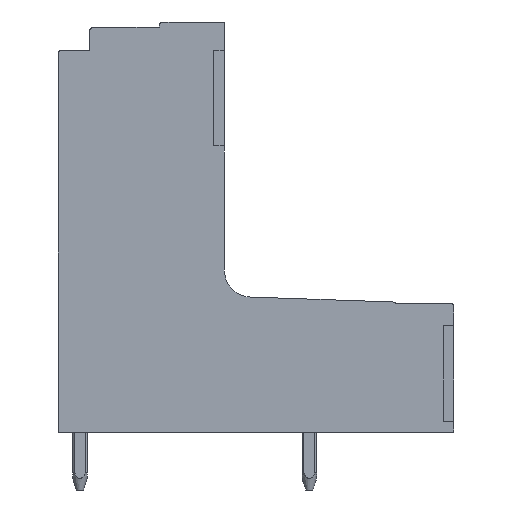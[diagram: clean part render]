
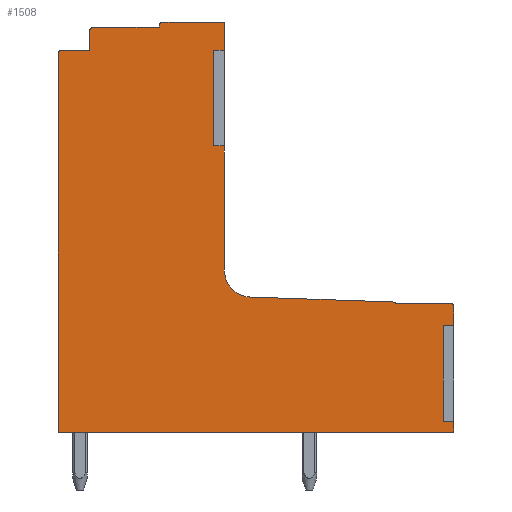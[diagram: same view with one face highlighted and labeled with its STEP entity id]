
A CAD part, left-side view. The second image highlights one B-rep face of the part: STEP entity #1508.
In plain terms, the highlighted planar face has unit normal (-1, 0, 0).
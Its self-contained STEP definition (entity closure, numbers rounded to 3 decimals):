
#1350=AXIS2_PLACEMENT_3D('Circle Axis2P3D',#1348,#1349,$) ;
#1363=AXIS2_PLACEMENT_3D('Plane Axis2P3D',#1360,#1361,#1362) ;
#1374=AXIS2_PLACEMENT_3D('Circle Axis2P3D',#1372,#1373,$) ;
#1388=AXIS2_PLACEMENT_3D('Circle Axis2P3D',#1386,#1387,$) ;
#1402=AXIS2_PLACEMENT_3D('Circle Axis2P3D',#1400,#1401,$) ;
#1414=AXIS2_PLACEMENT_3D('Circle Axis2P3D',#1412,#1413,$) ;
#1435=AXIS2_PLACEMENT_3D('Circle Axis2P3D',#1433,#1434,$) ;
#1456=AXIS2_PLACEMENT_3D('Circle Axis2P3D',#1454,#1455,$) ;
#36=CARTESIAN_POINT('Line Origine',(0.3,0.3,9.1)) ;
#40=CARTESIAN_POINT('Vertex',(0.3,0.,9.1)) ;
#42=CARTESIAN_POINT('Vertex',(0.3,0.6,9.1)) ;
#76=CARTESIAN_POINT('Line Origine',(0.3,0.6,6.45)) ;
#80=CARTESIAN_POINT('Vertex',(0.3,0.6,3.8)) ;
#135=CARTESIAN_POINT('Vertex',(0.3,0.,3.8)) ;
#155=CARTESIAN_POINT('Line Origine',(0.3,0.3,3.8)) ;
#172=CARTESIAN_POINT('Line Origine',(0.3,13.,24.34)) ;
#176=CARTESIAN_POINT('Vertex',(0.3,12.7,24.34)) ;
#178=CARTESIAN_POINT('Vertex',(0.3,13.3,24.34)) ;
#212=CARTESIAN_POINT('Line Origine',(0.3,13.3,21.69)) ;
#216=CARTESIAN_POINT('Vertex',(0.3,13.3,19.04)) ;
#266=CARTESIAN_POINT('Vertex',(0.3,12.7,19.04)) ;
#286=CARTESIAN_POINT('Line Origine',(0.3,13.,19.04)) ;
#977=CARTESIAN_POINT('Vertex',(0.3,12.7,25.8)) ;
#980=CARTESIAN_POINT('Line Origine',(0.3,12.7,25.07)) ;
#985=CARTESIAN_POINT('Line Origine',(0.3,12.7,15.61)) ;
#989=CARTESIAN_POINT('Vertex',(0.3,12.7,12.179)) ;
#1345=CARTESIAN_POINT('Vertex',(0.3,12.8,25.9)) ;
#1348=CARTESIAN_POINT('Axis2P3D Location',(0.3,12.8,25.8)) ;
#1360=CARTESIAN_POINT('Axis2P3D Location',(0.3,0.,0.)) ;
#1365=CARTESIAN_POINT('Line Origine',(0.3,0.,9.65)) ;
#1369=CARTESIAN_POINT('Vertex',(0.3,0.,10.2)) ;
#1372=CARTESIAN_POINT('Axis2P3D Location',(0.3,0.1,10.2)) ;
#1376=CARTESIAN_POINT('Vertex',(0.3,0.1,10.3)) ;
#1379=CARTESIAN_POINT('Line Origine',(0.3,1.65,10.3)) ;
#1383=CARTESIAN_POINT('Vertex',(0.3,3.2,10.3)) ;
#1386=CARTESIAN_POINT('Axis2P3D Location',(0.3,3.406,10.152)) ;
#1390=CARTESIAN_POINT('Vertex',(0.3,3.397,10.406)) ;
#1393=CARTESIAN_POINT('Line Origine',(0.3,7.325,10.543)) ;
#1397=CARTESIAN_POINT('Vertex',(0.3,11.252,10.68)) ;
#1400=CARTESIAN_POINT('Axis2P3D Location',(0.3,11.2,12.179)) ;
#1405=CARTESIAN_POINT('Line Origine',(0.3,14.45,25.9)) ;
#1409=CARTESIAN_POINT('Vertex',(0.3,16.1,25.9)) ;
#1412=CARTESIAN_POINT('Axis2P3D Location',(0.3,16.1,25.7)) ;
#1416=CARTESIAN_POINT('Vertex',(0.3,16.3,25.7)) ;
#1419=CARTESIAN_POINT('Line Origine',(0.3,16.3,25.65)) ;
#1423=CARTESIAN_POINT('Vertex',(0.3,16.3,25.6)) ;
#1426=CARTESIAN_POINT('Line Origine',(0.3,18.125,25.6)) ;
#1430=CARTESIAN_POINT('Vertex',(0.3,19.95,25.6)) ;
#1433=CARTESIAN_POINT('Axis2P3D Location',(0.3,19.95,25.4)) ;
#1437=CARTESIAN_POINT('Vertex',(0.3,20.15,25.4)) ;
#1440=CARTESIAN_POINT('Line Origine',(0.3,20.15,24.87)) ;
#1444=CARTESIAN_POINT('Vertex',(0.3,20.15,24.34)) ;
#1447=CARTESIAN_POINT('Line Origine',(0.3,20.925,24.34)) ;
#1451=CARTESIAN_POINT('Vertex',(0.3,21.7,24.34)) ;
#1454=CARTESIAN_POINT('Axis2P3D Location',(0.3,21.7,24.14)) ;
#1458=CARTESIAN_POINT('Vertex',(0.3,21.9,24.14)) ;
#1461=CARTESIAN_POINT('Line Origine',(0.3,21.9,13.67)) ;
#1465=CARTESIAN_POINT('Vertex',(0.3,21.9,3.2)) ;
#1468=CARTESIAN_POINT('Line Origine',(0.3,10.95,3.2)) ;
#1472=CARTESIAN_POINT('Vertex',(0.3,0.,3.2)) ;
#1475=CARTESIAN_POINT('Line Origine',(0.3,0.,3.5)) ;
#37=DIRECTION('Vector Direction',(0.,-1.,0.)) ;
#77=DIRECTION('Vector Direction',(0.,0.,1.)) ;
#156=DIRECTION('Vector Direction',(0.,1.,0.)) ;
#173=DIRECTION('Vector Direction',(0.,-1.,0.)) ;
#213=DIRECTION('Vector Direction',(0.,0.,1.)) ;
#287=DIRECTION('Vector Direction',(0.,1.,0.)) ;
#981=DIRECTION('Vector Direction',(0.,0.,-1.)) ;
#986=DIRECTION('Vector Direction',(0.,0.,-1.)) ;
#1349=DIRECTION('Axis2P3D Direction',(-1.,0.,0.)) ;
#1361=DIRECTION('Axis2P3D Direction',(-1.,0.,0.)) ;
#1362=DIRECTION('Axis2P3D XDirection',(0.,0.,1.)) ;
#1366=DIRECTION('Vector Direction',(0.,0.,-1.)) ;
#1373=DIRECTION('Axis2P3D Direction',(-1.,0.,0.)) ;
#1380=DIRECTION('Vector Direction',(0.,-1.,0.)) ;
#1387=DIRECTION('Axis2P3D Direction',(-1.,0.,0.)) ;
#1394=DIRECTION('Vector Direction',(0.,-0.999,-0.035)) ;
#1401=DIRECTION('Axis2P3D Direction',(-1.,0.,0.)) ;
#1406=DIRECTION('Vector Direction',(0.,-1.,0.)) ;
#1413=DIRECTION('Axis2P3D Direction',(-1.,0.,0.)) ;
#1420=DIRECTION('Vector Direction',(0.,0.,1.)) ;
#1427=DIRECTION('Vector Direction',(0.,-1.,0.)) ;
#1434=DIRECTION('Axis2P3D Direction',(-1.,0.,0.)) ;
#1441=DIRECTION('Vector Direction',(0.,0.,1.)) ;
#1448=DIRECTION('Vector Direction',(0.,-1.,0.)) ;
#1455=DIRECTION('Axis2P3D Direction',(-1.,0.,0.)) ;
#1462=DIRECTION('Vector Direction',(0.,0.,1.)) ;
#1469=DIRECTION('Vector Direction',(0.,1.,0.)) ;
#1476=DIRECTION('Vector Direction',(0.,0.,-1.)) ;
#38=VECTOR('Line Direction',#37,1.) ;
#78=VECTOR('Line Direction',#77,1.) ;
#157=VECTOR('Line Direction',#156,1.) ;
#174=VECTOR('Line Direction',#173,1.) ;
#214=VECTOR('Line Direction',#213,1.) ;
#288=VECTOR('Line Direction',#287,1.) ;
#982=VECTOR('Line Direction',#981,1.) ;
#987=VECTOR('Line Direction',#986,1.) ;
#1367=VECTOR('Line Direction',#1366,1.) ;
#1381=VECTOR('Line Direction',#1380,1.) ;
#1395=VECTOR('Line Direction',#1394,1.) ;
#1407=VECTOR('Line Direction',#1406,1.) ;
#1421=VECTOR('Line Direction',#1420,1.) ;
#1428=VECTOR('Line Direction',#1427,1.) ;
#1442=VECTOR('Line Direction',#1441,1.) ;
#1449=VECTOR('Line Direction',#1448,1.) ;
#1463=VECTOR('Line Direction',#1462,1.) ;
#1470=VECTOR('Line Direction',#1469,1.) ;
#1477=VECTOR('Line Direction',#1476,1.) ;
#1481=ORIENTED_EDGE('',*,*,#1371,.T.) ;
#1482=ORIENTED_EDGE('',*,*,#1378,.T.) ;
#1483=ORIENTED_EDGE('',*,*,#1385,.T.) ;
#1484=ORIENTED_EDGE('',*,*,#1392,.T.) ;
#1485=ORIENTED_EDGE('',*,*,#1399,.T.) ;
#1486=ORIENTED_EDGE('',*,*,#1404,.T.) ;
#1487=ORIENTED_EDGE('',*,*,#991,.T.) ;
#1488=ORIENTED_EDGE('',*,*,#290,.F.) ;
#1489=ORIENTED_EDGE('',*,*,#218,.F.) ;
#1490=ORIENTED_EDGE('',*,*,#180,.F.) ;
#1491=ORIENTED_EDGE('',*,*,#984,.T.) ;
#1492=ORIENTED_EDGE('',*,*,#1352,.T.) ;
#1493=ORIENTED_EDGE('',*,*,#1411,.T.) ;
#1494=ORIENTED_EDGE('',*,*,#1418,.T.) ;
#1495=ORIENTED_EDGE('',*,*,#1425,.T.) ;
#1496=ORIENTED_EDGE('',*,*,#1432,.T.) ;
#1497=ORIENTED_EDGE('',*,*,#1439,.T.) ;
#1498=ORIENTED_EDGE('',*,*,#1446,.T.) ;
#1499=ORIENTED_EDGE('',*,*,#1453,.T.) ;
#1500=ORIENTED_EDGE('',*,*,#1460,.T.) ;
#1501=ORIENTED_EDGE('',*,*,#1467,.T.) ;
#1502=ORIENTED_EDGE('',*,*,#1474,.T.) ;
#1503=ORIENTED_EDGE('',*,*,#1479,.T.) ;
#1504=ORIENTED_EDGE('',*,*,#159,.F.) ;
#1505=ORIENTED_EDGE('',*,*,#82,.F.) ;
#1506=ORIENTED_EDGE('',*,*,#44,.F.) ;
#1508=ADVANCED_FACE('HOUSING',(#1507),#1364,.T.) ;
#1351=CIRCLE('generated circle',#1350,0.1) ;
#1375=CIRCLE('generated circle',#1374,0.1) ;
#1389=CIRCLE('generated circle',#1388,0.253) ;
#1403=CIRCLE('generated circle',#1402,1.5) ;
#1415=CIRCLE('generated circle',#1414,0.2) ;
#1436=CIRCLE('generated circle',#1435,0.2) ;
#1457=CIRCLE('generated circle',#1456,0.2) ;
#44=EDGE_CURVE('',#41,#43,#39,.F.) ;
#82=EDGE_CURVE('',#43,#81,#79,.F.) ;
#159=EDGE_CURVE('',#81,#136,#158,.F.) ;
#180=EDGE_CURVE('',#177,#179,#175,.F.) ;
#218=EDGE_CURVE('',#179,#217,#215,.F.) ;
#290=EDGE_CURVE('',#217,#267,#289,.F.) ;
#984=EDGE_CURVE('',#177,#978,#983,.F.) ;
#991=EDGE_CURVE('',#990,#267,#988,.F.) ;
#1352=EDGE_CURVE('',#978,#1346,#1351,.T.) ;
#1371=EDGE_CURVE('',#41,#1370,#1368,.F.) ;
#1378=EDGE_CURVE('',#1370,#1377,#1375,.T.) ;
#1385=EDGE_CURVE('',#1377,#1384,#1382,.F.) ;
#1392=EDGE_CURVE('',#1384,#1391,#1389,.T.) ;
#1399=EDGE_CURVE('',#1391,#1398,#1396,.F.) ;
#1404=EDGE_CURVE('',#1398,#990,#1403,.F.) ;
#1411=EDGE_CURVE('',#1346,#1410,#1408,.F.) ;
#1418=EDGE_CURVE('',#1410,#1417,#1415,.T.) ;
#1425=EDGE_CURVE('',#1417,#1424,#1422,.F.) ;
#1432=EDGE_CURVE('',#1424,#1431,#1429,.F.) ;
#1439=EDGE_CURVE('',#1431,#1438,#1436,.T.) ;
#1446=EDGE_CURVE('',#1438,#1445,#1443,.F.) ;
#1453=EDGE_CURVE('',#1445,#1452,#1450,.F.) ;
#1460=EDGE_CURVE('',#1452,#1459,#1457,.T.) ;
#1467=EDGE_CURVE('',#1459,#1466,#1464,.F.) ;
#1474=EDGE_CURVE('',#1466,#1473,#1471,.F.) ;
#1479=EDGE_CURVE('',#1473,#136,#1478,.F.) ;
#1480=EDGE_LOOP('',(#1481,#1482,#1483,#1484,#1485,#1486,#1487,#1488,#1489,#1490,#1491,#1492,#1493,#1494,#1495,#1496,#1497,#1498,#1499,#1500,#1501,#1502,#1503,#1504,#1505,#1506)) ;
#1507=FACE_OUTER_BOUND('',#1480,.T.) ;
#39=LINE('Line',#36,#38) ;
#79=LINE('Line',#76,#78) ;
#158=LINE('Line',#155,#157) ;
#175=LINE('Line',#172,#174) ;
#215=LINE('Line',#212,#214) ;
#289=LINE('Line',#286,#288) ;
#983=LINE('Line',#980,#982) ;
#988=LINE('Line',#985,#987) ;
#1368=LINE('Line',#1365,#1367) ;
#1382=LINE('Line',#1379,#1381) ;
#1396=LINE('Line',#1393,#1395) ;
#1408=LINE('Line',#1405,#1407) ;
#1422=LINE('Line',#1419,#1421) ;
#1429=LINE('Line',#1426,#1428) ;
#1443=LINE('Line',#1440,#1442) ;
#1450=LINE('Line',#1447,#1449) ;
#1464=LINE('Line',#1461,#1463) ;
#1471=LINE('Line',#1468,#1470) ;
#1478=LINE('Line',#1475,#1477) ;
#1364=PLANE('',#1363) ;
#41=VERTEX_POINT('',#40) ;
#43=VERTEX_POINT('',#42) ;
#81=VERTEX_POINT('',#80) ;
#136=VERTEX_POINT('',#135) ;
#177=VERTEX_POINT('',#176) ;
#179=VERTEX_POINT('',#178) ;
#217=VERTEX_POINT('',#216) ;
#267=VERTEX_POINT('',#266) ;
#978=VERTEX_POINT('',#977) ;
#990=VERTEX_POINT('',#989) ;
#1346=VERTEX_POINT('',#1345) ;
#1370=VERTEX_POINT('',#1369) ;
#1377=VERTEX_POINT('',#1376) ;
#1384=VERTEX_POINT('',#1383) ;
#1391=VERTEX_POINT('',#1390) ;
#1398=VERTEX_POINT('',#1397) ;
#1410=VERTEX_POINT('',#1409) ;
#1417=VERTEX_POINT('',#1416) ;
#1424=VERTEX_POINT('',#1423) ;
#1431=VERTEX_POINT('',#1430) ;
#1438=VERTEX_POINT('',#1437) ;
#1445=VERTEX_POINT('',#1444) ;
#1452=VERTEX_POINT('',#1451) ;
#1459=VERTEX_POINT('',#1458) ;
#1466=VERTEX_POINT('',#1465) ;
#1473=VERTEX_POINT('',#1472) ;
